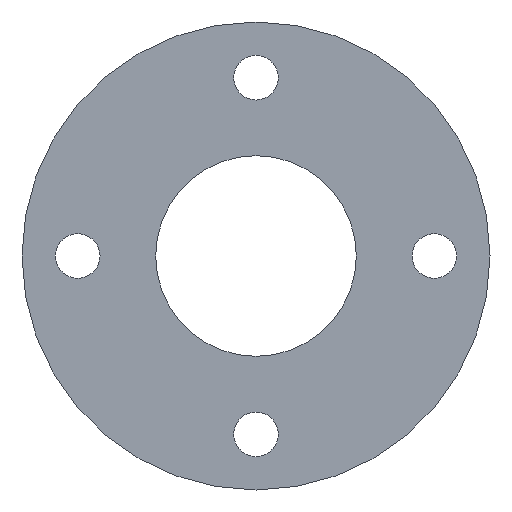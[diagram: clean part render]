
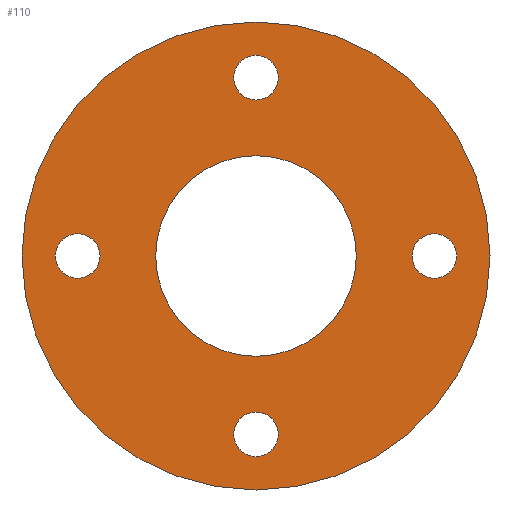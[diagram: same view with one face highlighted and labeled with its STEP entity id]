
A CAD part, front view. The second image highlights one B-rep face of the part: STEP entity #110.
In plain terms, the highlighted planar face has unit normal (0, -1, 0).
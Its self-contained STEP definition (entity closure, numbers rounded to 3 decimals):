
#7 = CARTESIAN_POINT ( 'NONE',  ( 0., 0., -10.5 ) ) ;
#13 = CIRCLE ( 'NONE', #38, 1. ) ;
#17 = EDGE_LOOP ( 'NONE', ( #192, #439 ) ) ;
#19 = ORIENTED_EDGE ( 'NONE', *, *, #65, .T. ) ;
#20 = CARTESIAN_POINT ( 'NONE',  ( 8., 0., 0. ) ) ;
#21 = DIRECTION ( 'NONE',  ( 0., 0., 1. ) ) ;
#25 = CARTESIAN_POINT ( 'NONE',  ( 0., 0., 8. ) ) ;
#27 = CARTESIAN_POINT ( 'NONE',  ( -8., 0., 0. ) ) ;
#29 = CIRCLE ( 'NONE', #64, 1. ) ;
#31 = FACE_OUTER_BOUND ( 'NONE', #364, .T. ) ;
#35 = VERTEX_POINT ( 'NONE', #316 ) ;
#38 = AXIS2_PLACEMENT_3D ( 'NONE', #441, #234, #91 ) ;
#45 = EDGE_CURVE ( 'NONE', #164, #332, #13, .T. ) ;
#46 = DIRECTION ( 'NONE',  ( 0., 0., 1. ) ) ;
#48 = EDGE_CURVE ( 'NONE', #301, #474, #256, .T. ) ;
#49 = DIRECTION ( 'NONE',  ( 0., 1., 0. ) ) ;
#57 = ORIENTED_EDGE ( 'NONE', *, *, #318, .T. ) ;
#58 = VERTEX_POINT ( 'NONE', #290 ) ;
#64 = AXIS2_PLACEMENT_3D ( 'NONE', #27, #420, #111 ) ;
#65 = EDGE_CURVE ( 'NONE', #35, #402, #109, .T. ) ;
#70 = DIRECTION ( 'NONE',  ( 0., 1., 0. ) ) ;
#74 = EDGE_CURVE ( 'NONE', #474, #301, #388, .T. ) ;
#81 = FACE_BOUND ( 'NONE', #448, .T. ) ;
#89 = CARTESIAN_POINT ( 'NONE',  ( 0., 0., 0. ) ) ;
#91 = DIRECTION ( 'NONE',  ( 0., 0., 1. ) ) ;
#92 = DIRECTION ( 'NONE',  ( 0., 1., 0. ) ) ;
#101 = FACE_BOUND ( 'NONE', #223, .T. ) ;
#104 = DIRECTION ( 'NONE',  ( 0., 0., 1. ) ) ;
#109 = CIRCLE ( 'NONE', #470, 1. ) ;
#110 = ADVANCED_FACE ( 'NONE', ( #31, #505, #286, #399, #81, #101 ), #369, .F. ) ;
#111 = DIRECTION ( 'NONE',  ( 0., 0., 1. ) ) ;
#115 = ORIENTED_EDGE ( 'NONE', *, *, #149, .T. ) ;
#133 = DIRECTION ( 'NONE',  ( 0., 1., 0. ) ) ;
#142 = AXIS2_PLACEMENT_3D ( 'NONE', #385, #70, #104 ) ;
#144 = CARTESIAN_POINT ( 'NONE',  ( 0., 0., -4.5 ) ) ;
#149 = EDGE_CURVE ( 'NONE', #247, #312, #225, .T. ) ;
#159 = ORIENTED_EDGE ( 'NONE', *, *, #216, .T. ) ;
#160 = CARTESIAN_POINT ( 'NONE',  ( -8., 0., 1. ) ) ;
#163 = DIRECTION ( 'NONE',  ( 0., 1., 0. ) ) ;
#164 = VERTEX_POINT ( 'NONE', #285 ) ;
#173 = CARTESIAN_POINT ( 'NONE',  ( 0., 0., 0. ) ) ;
#179 = DIRECTION ( 'NONE',  ( 0., 0., 1. ) ) ;
#186 = DIRECTION ( 'NONE',  ( 0., 1., 0. ) ) ;
#187 = ORIENTED_EDGE ( 'NONE', *, *, #195, .F. ) ;
#192 = ORIENTED_EDGE ( 'NONE', *, *, #48, .T. ) ;
#194 = AXIS2_PLACEMENT_3D ( 'NONE', #452, #377, #213 ) ;
#195 = EDGE_CURVE ( 'NONE', #359, #365, #268, .T. ) ;
#196 = ORIENTED_EDGE ( 'NONE', *, *, #405, .F. ) ;
#205 = EDGE_CURVE ( 'NONE', #312, #247, #29, .T. ) ;
#207 = DIRECTION ( 'NONE',  ( 0., 1., 0. ) ) ;
#213 = DIRECTION ( 'NONE',  ( 0., 0., 1. ) ) ;
#215 = DIRECTION ( 'NONE',  ( 0., 1., 0. ) ) ;
#216 = EDGE_CURVE ( 'NONE', #402, #35, #406, .T. ) ;
#218 = VERTEX_POINT ( 'NONE', #144 ) ;
#223 = EDGE_LOOP ( 'NONE', ( #115, #310 ) ) ;
#225 = CIRCLE ( 'NONE', #494, 1. ) ;
#226 = EDGE_CURVE ( 'NONE', #332, #164, #371, .T. ) ;
#227 = CIRCLE ( 'NONE', #368, 4.5 ) ;
#228 = CARTESIAN_POINT ( 'NONE',  ( 0., 0., 0. ) ) ;
#234 = DIRECTION ( 'NONE',  ( 0., 1., 0. ) ) ;
#241 = CARTESIAN_POINT ( 'NONE',  ( 0., 0., 0. ) ) ;
#247 = VERTEX_POINT ( 'NONE', #250 ) ;
#250 = CARTESIAN_POINT ( 'NONE',  ( -8., 0., -1. ) ) ;
#256 = CIRCLE ( 'NONE', #275, 1. ) ;
#262 = CARTESIAN_POINT ( 'NONE',  ( 0., 0., 8. ) ) ;
#268 = CIRCLE ( 'NONE', #400, 10.5 ) ;
#273 = AXIS2_PLACEMENT_3D ( 'NONE', #241, #163, #281 ) ;
#275 = AXIS2_PLACEMENT_3D ( 'NONE', #20, #328, #375 ) ;
#281 = DIRECTION ( 'NONE',  ( 0., 0., 1. ) ) ;
#285 = CARTESIAN_POINT ( 'NONE',  ( 0., 0., -9. ) ) ;
#286 = FACE_BOUND ( 'NONE', #477, .T. ) ;
#290 = CARTESIAN_POINT ( 'NONE',  ( 0., 0., 4.5 ) ) ;
#297 = DIRECTION ( 'NONE',  ( 0., 0., 1. ) ) ;
#301 = VERTEX_POINT ( 'NONE', #390 ) ;
#310 = ORIENTED_EDGE ( 'NONE', *, *, #205, .T. ) ;
#312 = VERTEX_POINT ( 'NONE', #160 ) ;
#313 = CARTESIAN_POINT ( 'NONE',  ( 0., 0., 10.5 ) ) ;
#316 = CARTESIAN_POINT ( 'NONE',  ( 0., 0., 7. ) ) ;
#318 = EDGE_CURVE ( 'NONE', #218, #58, #227, .T. ) ;
#321 = ORIENTED_EDGE ( 'NONE', *, *, #391, .T. ) ;
#328 = DIRECTION ( 'NONE',  ( 0., 1., 0. ) ) ;
#332 = VERTEX_POINT ( 'NONE', #436 ) ;
#336 = DIRECTION ( 'NONE',  ( 0., 0., 1. ) ) ;
#359 = VERTEX_POINT ( 'NONE', #313 ) ;
#362 = AXIS2_PLACEMENT_3D ( 'NONE', #173, #133, #179 ) ;
#364 = EDGE_LOOP ( 'NONE', ( #196, #187 ) ) ;
#365 = VERTEX_POINT ( 'NONE', #7 ) ;
#368 = AXIS2_PLACEMENT_3D ( 'NONE', #228, #49, #46 ) ;
#369 = PLANE ( 'NONE',  #362 ) ;
#371 = CIRCLE ( 'NONE', #142, 1. ) ;
#375 = DIRECTION ( 'NONE',  ( 0., 0., 1. ) ) ;
#376 = EDGE_LOOP ( 'NONE', ( #57, #321 ) ) ;
#377 = DIRECTION ( 'NONE',  ( 0., 1., 0. ) ) ;
#380 = DIRECTION ( 'NONE',  ( 0., 1., 0. ) ) ;
#385 = CARTESIAN_POINT ( 'NONE',  ( 0., 0., -8. ) ) ;
#388 = CIRCLE ( 'NONE', #194, 1. ) ;
#390 = CARTESIAN_POINT ( 'NONE',  ( 8., 0., -1. ) ) ;
#391 = EDGE_CURVE ( 'NONE', #58, #218, #498, .T. ) ;
#399 = FACE_BOUND ( 'NONE', #17, .T. ) ;
#400 = AXIS2_PLACEMENT_3D ( 'NONE', #417, #186, #336 ) ;
#402 = VERTEX_POINT ( 'NONE', #442 ) ;
#405 = EDGE_CURVE ( 'NONE', #365, #359, #468, .T. ) ;
#406 = CIRCLE ( 'NONE', #425, 1. ) ;
#412 = ORIENTED_EDGE ( 'NONE', *, *, #45, .T. ) ;
#417 = CARTESIAN_POINT ( 'NONE',  ( 0., 0., 0. ) ) ;
#420 = DIRECTION ( 'NONE',  ( 0., 1., 0. ) ) ;
#425 = AXIS2_PLACEMENT_3D ( 'NONE', #262, #215, #297 ) ;
#436 = CARTESIAN_POINT ( 'NONE',  ( 0., 0., -7. ) ) ;
#439 = ORIENTED_EDGE ( 'NONE', *, *, #74, .T. ) ;
#441 = CARTESIAN_POINT ( 'NONE',  ( 0., 0., -8. ) ) ;
#442 = CARTESIAN_POINT ( 'NONE',  ( 0., 0., 9. ) ) ;
#448 = EDGE_LOOP ( 'NONE', ( #19, #159 ) ) ;
#450 = AXIS2_PLACEMENT_3D ( 'NONE', #89, #92, #483 ) ;
#452 = CARTESIAN_POINT ( 'NONE',  ( 8., 0., 0. ) ) ;
#458 = DIRECTION ( 'NONE',  ( 0., 0., 1. ) ) ;
#468 = CIRCLE ( 'NONE', #450, 10.5 ) ;
#470 = AXIS2_PLACEMENT_3D ( 'NONE', #25, #207, #21 ) ;
#474 = VERTEX_POINT ( 'NONE', #491 ) ;
#477 = EDGE_LOOP ( 'NONE', ( #412, #497 ) ) ;
#483 = DIRECTION ( 'NONE',  ( 0., 0., 1. ) ) ;
#491 = CARTESIAN_POINT ( 'NONE',  ( 8., 0., 1. ) ) ;
#494 = AXIS2_PLACEMENT_3D ( 'NONE', #501, #380, #458 ) ;
#497 = ORIENTED_EDGE ( 'NONE', *, *, #226, .T. ) ;
#498 = CIRCLE ( 'NONE', #273, 4.5 ) ;
#501 = CARTESIAN_POINT ( 'NONE',  ( -8., 0., 0. ) ) ;
#505 = FACE_BOUND ( 'NONE', #376, .T. ) ;
